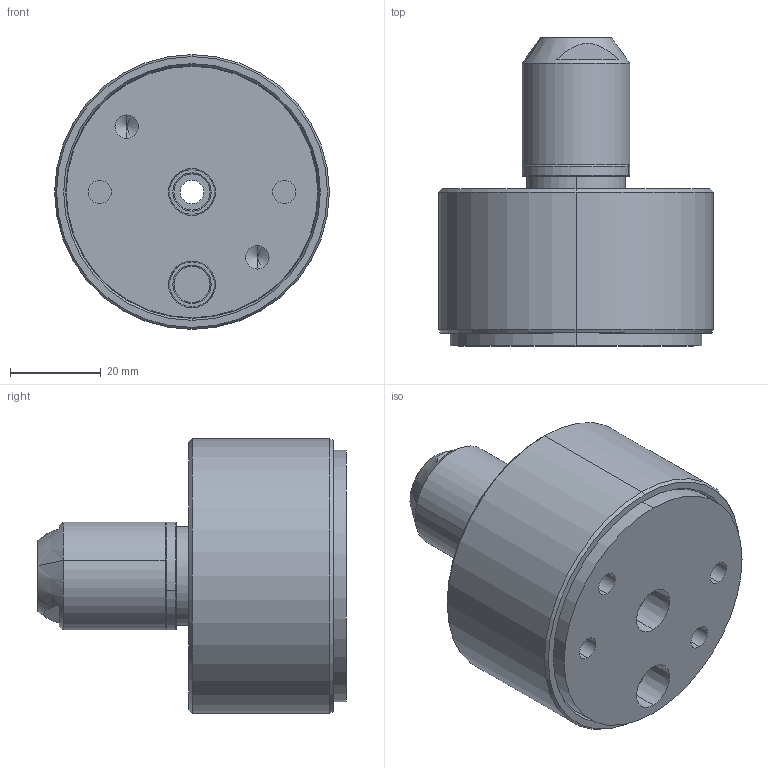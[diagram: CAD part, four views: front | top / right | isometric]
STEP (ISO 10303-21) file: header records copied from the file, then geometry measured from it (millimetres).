
FILE_DESCRIPTION (( 'STEP AP214' ), '1' );
FILE_NAME ('CTSC-001674.STEP', '2025-01-13T13:00:41', ( '' ), ( '' ), 'SwSTEP 2.0', 'SolidWorks 2023', '' );
FILE_SCHEMA (( 'AUTOMOTIVE_DESIGN' ));
Length unit declared in the file: inch
Products named in the file (1): CTSC-001674
Bounding box: 60.45 x 67.74 x 60.45 mm (x, y, z)
Volume: 107637.2 mm3; surface area: 19642.9 mm2
Topology: 1 solids, 2 shells, 76 faces, 154 edges, 94 vertices
Faces by surface type: cylinder 32, cone 20, plane 20, torus 4
Entity records: 2718 total; most frequent: DIRECTION 396, CARTESIAN_POINT 363, ORIENTED_EDGE 300, AXIS2_PLACEMENT_3D 171, EDGE_CURVE 150, EDGE_LOOP 96, CIRCLE 94, VERTEX_POINT 94
